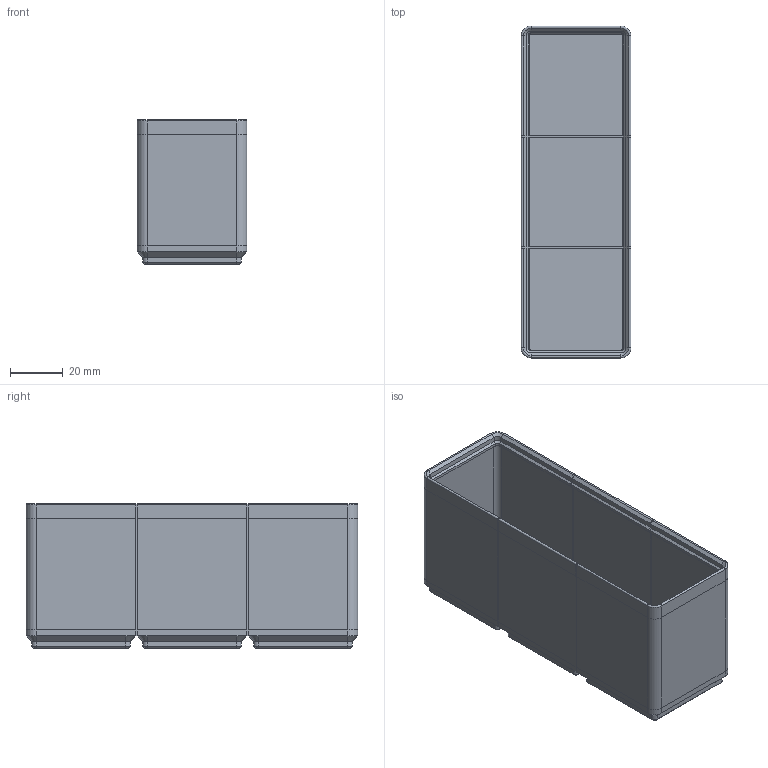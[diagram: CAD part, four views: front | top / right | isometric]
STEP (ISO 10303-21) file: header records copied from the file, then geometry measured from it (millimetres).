
FILE_DESCRIPTION(('STEP AP242'), '1');
FILE_NAME('assemblyBin1x3x42', '', ('UNSPECIFIED'), ('UNSPECIFIED'), 'C3D Converter', 'C3D Toolkit', '');
FILE_SCHEMA(('AP242_MANAGED_MODEL_BASED_3D_ENGINEERING_MIM_LF { 1 0 10303 442 1 1 4 }'));
Length unit declared in the file: millimetre
Assembly tree (20 placements, depth 3):
  (unnamed)
    (unnamed)
    (unnamed)
      (unnamed)  x2
    (unnamed)  x2
    (unnamed)  x4
      (unnamed)
      (unnamed)
    (unnamed)  x2
    (unnamed)  x2
    (unnamed)  x2
    (unnamed)  x2
Bounding box: 41.5 x 125.5 x 54.79 mm (x, y, z)
Volume: 56621.2 mm3; surface area: 47921.8 mm2
Topology: 21 solids, 21 shells, 334 faces, 748 edges, 456 vertices
Faces by surface type: plane 242, cylinder 48, cone 40, torus 4
Entity records: 5363 total; most frequent: DIRECTION 819, CARTESIAN_POINT 781, ORIENTED_EDGE 742, EDGE_CURVE 371, LINE 299, VECTOR 299, AXIS2_PLACEMENT_3D 260, VERTEX_POINT 222
